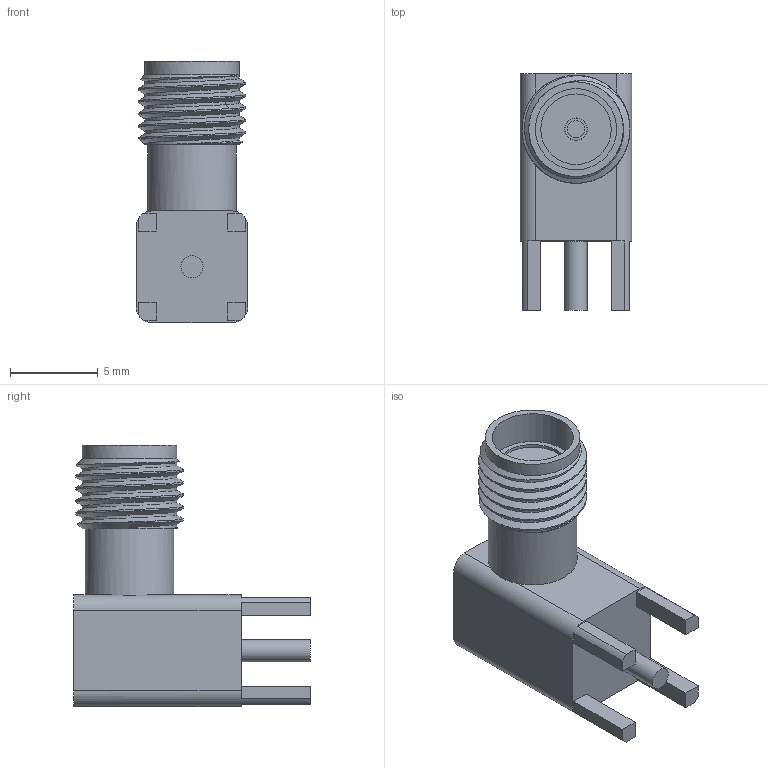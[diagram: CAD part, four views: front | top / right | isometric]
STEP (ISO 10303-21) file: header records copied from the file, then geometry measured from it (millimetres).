
FILE_DESCRIPTION(/* description */ (''),/* implementation_level */ '2;1');
FILE_NAME(/* name */ 'SMA_90.step',/* time_stamp */ '2021-11-21T22:32:41+02:00',/* author */ (''),/* organization */ (''),/* preprocessor_version */ 'ST-DEVELOPER v18.1',/* originating_system */ 'Autodesk Translation Framework v10.10.0.1391',/* authorisation */ '');
FILE_SCHEMA (('AUTOMOTIVE_DESIGN { 1 0 10303 214 3 1 1 }'));
Length unit declared in the file: millimetre
Products named in the file (1): SMA_90
Bounding box: 6.35 x 13.46 x 14.86 mm (x, y, z)
Volume: 557.2 mm3; surface area: 617.9 mm2
Topology: 1 solids, 1 shells, 61 faces, 155 edges, 103 vertices
Faces by surface type: plane 36, cylinder 17, bspline 6, cone 2
Full cylindrical faces by diameter (mm): 0.978 x1, 1.27 x2, 1.295 x1, 4.013 x1, 4.623 x1, 5.055 x1, 5.385 x1, 6.147 x3
Entity records: 4541 total; most frequent: CARTESIAN_POINT 3051, ORIENTED_EDGE 310, DIRECTION 276, EDGE_CURVE 155, VERTEX_POINT 103, AXIS2_PLACEMENT_3D 95, LINE 86, VECTOR 86
